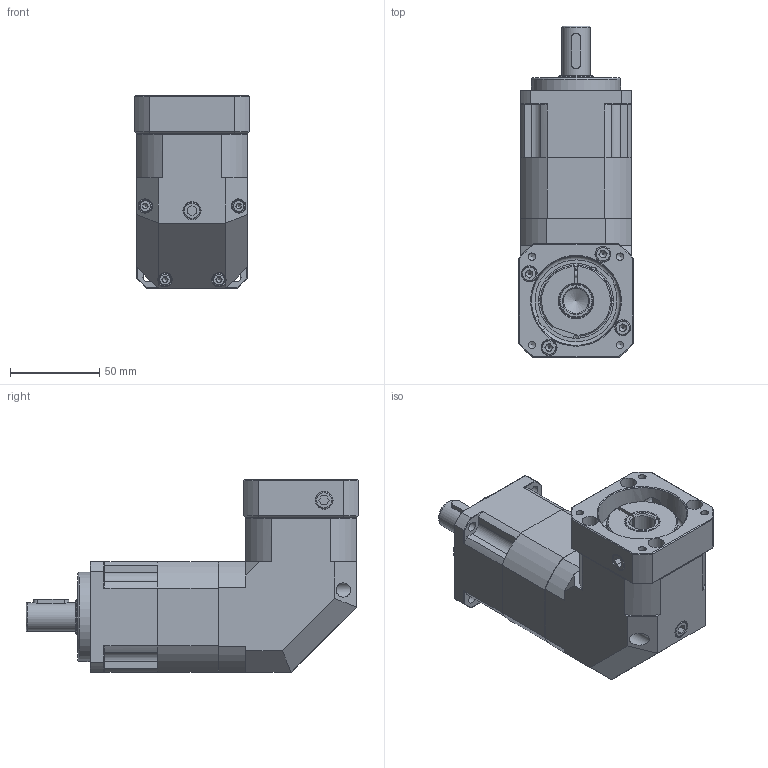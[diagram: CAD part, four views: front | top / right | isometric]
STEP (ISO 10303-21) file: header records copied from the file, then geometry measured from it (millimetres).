
FILE_DESCRIPTION((''),'2;1');
FILE_NAME('PBL62-H-2.stp','2012-06-04T15:04:17',('young'),(''),'Autodesk Inventor 2012','Autodesk Inventor 2012','');
FILE_SCHEMA(('AUTOMOTIVE_DESIGN { 1 0 10303 214 1 1 1 1 }'));
Length unit declared in the file: millimetre
Products named in the file (1): PBL62-H-2
Bounding box: 64 x 186.3 x 108 mm (x, y, z)
Volume: 480470.1 mm3; surface area: 125587 mm2
Topology: 23 solids, 23 shells, 666 faces, 1642 edges, 1069 vertices
Faces by surface type: plane 377, cylinder 146, cone 102, torus 21, bspline 20
Full cylindrical faces by diameter (mm): 3 x4, 3.3 x4, 4 x5, 4.2 x10, 4.5 x8, 5 x9, 5.5 x9, 7 x5, 8 x4, 8.5 x4, 9 x4, 9.5 x3, 11 x1, 14.2 x1, 16 x1, 19.3 x1, 19.8 x2, 20 x2, 30 x2, 34 x1, 35 x6, 40 x1, 42 x1, 48 x3, 50 x4, 52 x1
Entity records: 24473 total; most frequent: CARTESIAN_POINT 9676, DIRECTION 3002, ORIENTED_EDGE 2828, EDGE_CURVE 1414, AXIS2_PLACEMENT_3D 1152, VERTEX_POINT 1017, EDGE_LOOP 943, VECTOR 698
